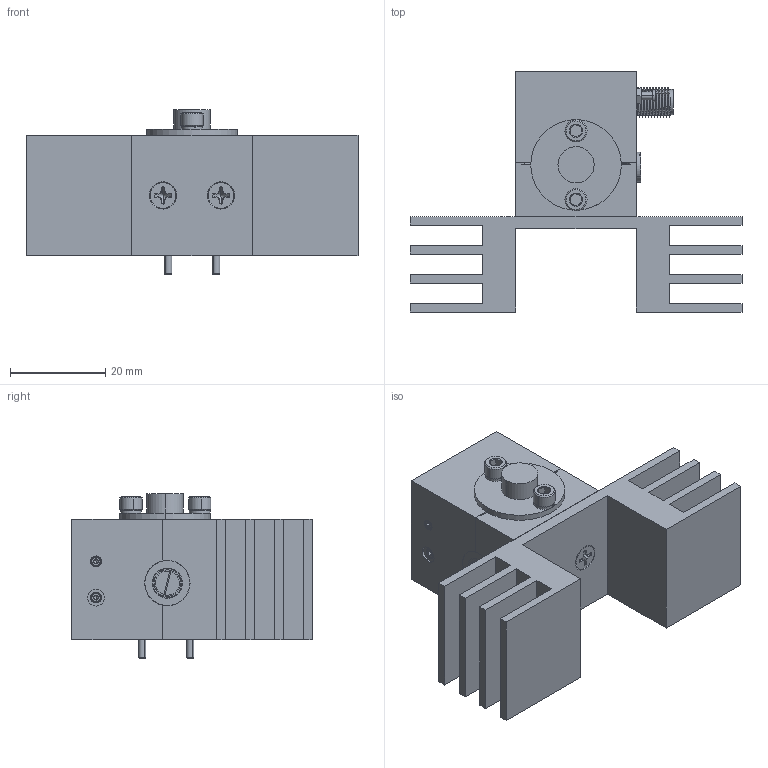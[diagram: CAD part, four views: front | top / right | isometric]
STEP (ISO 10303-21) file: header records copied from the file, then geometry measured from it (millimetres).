
FILE_DESCRIPTION (( 'STEP AP214' ), '1' );
FILE_NAME ('OM-SE-A-C, DF.STEP', '2026-04-01T18:39:41', ( '' ), ( '' ), 'SwSTEP 2.0', 'SolidWorks 2021', '' );
FILE_SCHEMA (( 'AUTOMOTIVE_DESIGN' ));
Length unit declared in the file: inch
Products named in the file (1): OM-SE-A-C, DF
Bounding box: 69.85 x 50.55 x 34.61 mm (x, y, z)
Volume: 30657.1 mm3; surface area: 24940.1 mm2
Topology: 27 solids, 27 shells, 1301 faces, 3402 edges, 2133 vertices
Faces by surface type: cylinder 620, plane 363, cone 281, bspline 37
Entity records: 57735 total; most frequent: CARTESIAN_POINT 28023, ORIENTED_EDGE 6620, DIRECTION 5641, EDGE_CURVE 3310, VERTEX_POINT 2133, AXIS2_PLACEMENT_3D 2102, LINE 1437, VECTOR 1437
